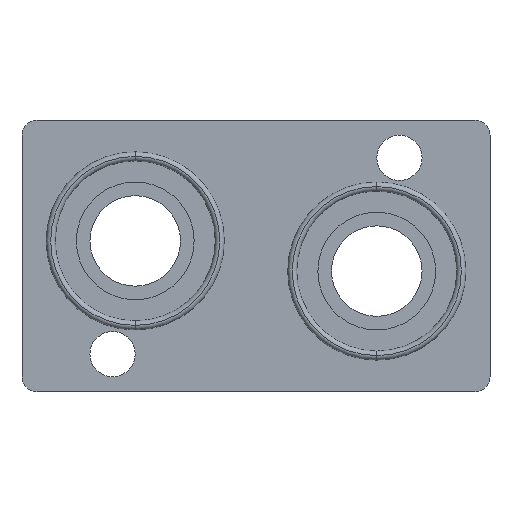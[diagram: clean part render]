
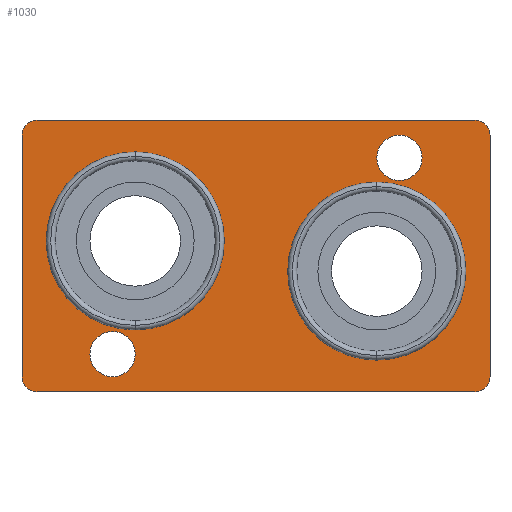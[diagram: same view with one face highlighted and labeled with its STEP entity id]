
A CAD part, front view. The second image highlights one B-rep face of the part: STEP entity #1030.
In plain terms, the highlighted planar face has unit normal (0, -1, 0).
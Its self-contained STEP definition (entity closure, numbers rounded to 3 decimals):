
#1 = VECTOR ( 'NONE', #1282, 1000. ) ;
#24 = CIRCLE ( 'NONE', #1389, 1.5 ) ;
#30 = DIRECTION ( 'NONE',  ( 0., 0., 1. ) ) ;
#53 = AXIS2_PLACEMENT_3D ( 'NONE', #957, #183, #1098 ) ;
#55 = VERTEX_POINT ( 'NONE', #1255 ) ;
#59 = ORIENTED_EDGE ( 'NONE', *, *, #529, .F. ) ;
#63 = DIRECTION ( 'NONE',  ( 0., -1., 0. ) ) ;
#65 = DIRECTION ( 'NONE',  ( 0., 0., -1. ) ) ;
#94 = DIRECTION ( 'NONE',  ( 0., 0., 1. ) ) ;
#151 = LINE ( 'NONE', #828, #1527 ) ;
#169 = CARTESIAN_POINT ( 'NONE',  ( 1., 0., -18. ) ) ;
#173 = CIRCLE ( 'NONE', #1339, 5.9 ) ;
#181 = AXIS2_PLACEMENT_3D ( 'NONE', #1698, #885, #94 ) ;
#183 = DIRECTION ( 'NONE',  ( 0., -1., 0. ) ) ;
#192 = EDGE_CURVE ( 'NONE', #692, #1309, #173, .T. ) ;
#222 = VECTOR ( 'NONE', #1417, 1000. ) ;
#233 = VERTEX_POINT ( 'NONE', #1594 ) ;
#257 = CARTESIAN_POINT ( 'NONE',  ( 7.5, 0., -8. ) ) ;
#272 = ORIENTED_EDGE ( 'NONE', *, *, #192, .F. ) ;
#319 = DIRECTION ( 'NONE',  ( 1., 0., 0. ) ) ;
#328 = CARTESIAN_POINT ( 'NONE',  ( 30., 0., -1. ) ) ;
#339 = AXIS2_PLACEMENT_3D ( 'NONE', #1634, #822, #30 ) ;
#382 = DIRECTION ( 'NONE',  ( 0., 0., -1. ) ) ;
#390 = ORIENTED_EDGE ( 'NONE', *, *, #1598, .T. ) ;
#399 = LINE ( 'NONE', #1004, #1 ) ;
#429 = VERTEX_POINT ( 'NONE', #169 ) ;
#431 = ORIENTED_EDGE ( 'NONE', *, *, #1265, .T. ) ;
#436 = CARTESIAN_POINT ( 'NONE',  ( 6., 0., -14. ) ) ;
#440 = AXIS2_PLACEMENT_3D ( 'NONE', #1581, #774, #1714 ) ;
#463 = CARTESIAN_POINT ( 'NONE',  ( 23.5, 0., -10. ) ) ;
#465 = DIRECTION ( 'NONE',  ( 0., 0., -1. ) ) ;
#467 = AXIS2_PLACEMENT_3D ( 'NONE', #1302, #1446, #643 ) ;
#473 = AXIS2_PLACEMENT_3D ( 'NONE', #850, #63, #976 ) ;
#492 = CARTESIAN_POINT ( 'NONE',  ( 23.5, 0., -10. ) ) ;
#494 = CARTESIAN_POINT ( 'NONE',  ( 1., 0., -1. ) ) ;
#514 = EDGE_CURVE ( 'NONE', #675, #1286, #776, .T. ) ;
#527 = CIRCLE ( 'NONE', #1376, 1. ) ;
#529 = EDGE_CURVE ( 'NONE', #1309, #692, #1208, .T. ) ;
#539 = EDGE_LOOP ( 'NONE', ( #698, #431 ) ) ;
#550 = EDGE_CURVE ( 'NONE', #1538, #1455, #1080, .T. ) ;
#567 = CIRCLE ( 'NONE', #181, 1.5 ) ;
#574 = VERTEX_POINT ( 'NONE', #1671 ) ;
#581 = DIRECTION ( 'NONE',  ( -1., 0., 0. ) ) ;
#592 = DIRECTION ( 'NONE',  ( 0., 0., -1. ) ) ;
#596 = VERTEX_POINT ( 'NONE', #1537 ) ;
#600 = ORIENTED_EDGE ( 'NONE', *, *, #1715, .F. ) ;
#607 = FACE_BOUND ( 'NONE', #539, .T. ) ;
#624 = DIRECTION ( 'NONE',  ( 0., 0., -1. ) ) ;
#625 = DIRECTION ( 'NONE',  ( 0., 0., -1. ) ) ;
#626 = CIRCLE ( 'NONE', #339, 1.5 ) ;
#631 = AXIS2_PLACEMENT_3D ( 'NONE', #494, #1423, #625 ) ;
#643 = DIRECTION ( 'NONE',  ( 0., 0., -1. ) ) ;
#658 = EDGE_CURVE ( 'NONE', #596, #55, #685, .T. ) ;
#664 = EDGE_CURVE ( 'NONE', #1455, #1538, #914, .T. ) ;
#667 = EDGE_CURVE ( 'NONE', #1050, #1516, #567, .T. ) ;
#675 = VERTEX_POINT ( 'NONE', #753 ) ;
#685 = LINE ( 'NONE', #747, #222 ) ;
#692 = VERTEX_POINT ( 'NONE', #1426 ) ;
#698 = ORIENTED_EDGE ( 'NONE', *, *, #667, .T. ) ;
#733 = AXIS2_PLACEMENT_3D ( 'NONE', #463, #1393, #592 ) ;
#747 = CARTESIAN_POINT ( 'NONE',  ( 31., 0., 0. ) ) ;
#753 = CARTESIAN_POINT ( 'NONE',  ( 1., 0., 0. ) ) ;
#756 = DIRECTION ( 'NONE',  ( 0., 1., 0. ) ) ;
#757 = EDGE_CURVE ( 'NONE', #855, #1565, #1144, .T. ) ;
#758 = ORIENTED_EDGE ( 'NONE', *, *, #664, .F. ) ;
#774 = DIRECTION ( 'NONE',  ( 0., 1., 0. ) ) ;
#776 = LINE ( 'NONE', #1245, #811 ) ;
#777 = CARTESIAN_POINT ( 'NONE',  ( 6., 0., -17. ) ) ;
#811 = VECTOR ( 'NONE', #319, 1000. ) ;
#815 = ORIENTED_EDGE ( 'NONE', *, *, #1345, .F. ) ;
#822 = DIRECTION ( 'NONE',  ( 0., 1., 0. ) ) ;
#828 = CARTESIAN_POINT ( 'NONE',  ( 0., 0., -18. ) ) ;
#837 = CARTESIAN_POINT ( 'NONE',  ( 7.5, 0., -2.1 ) ) ;
#844 = ORIENTED_EDGE ( 'NONE', *, *, #514, .F. ) ;
#845 = ORIENTED_EDGE ( 'NONE', *, *, #550, .F. ) ;
#849 = CIRCLE ( 'NONE', #1412, 1. ) ;
#850 = CARTESIAN_POINT ( 'NONE',  ( 7.5, 0., -8. ) ) ;
#852 = DIRECTION ( 'NONE',  ( 0., -1., 0. ) ) ;
#855 = VERTEX_POINT ( 'NONE', #1183 ) ;
#856 = EDGE_LOOP ( 'NONE', ( #758, #845 ) ) ;
#864 = EDGE_CURVE ( 'NONE', #574, #429, #893, .T. ) ;
#881 = EDGE_LOOP ( 'NONE', ( #844, #1728, #600, #940, #815, #1304, #1567, #390 ) ) ;
#885 = DIRECTION ( 'NONE',  ( 0., 1., 0. ) ) ;
#893 = CIRCLE ( 'NONE', #53, 1. ) ;
#914 = CIRCLE ( 'NONE', #1731, 5.9 ) ;
#940 = ORIENTED_EDGE ( 'NONE', *, *, #864, .T. ) ;
#948 = FACE_BOUND ( 'NONE', #1284, .T. ) ;
#951 = CARTESIAN_POINT ( 'NONE',  ( 23.5, 0., -4.1 ) ) ;
#957 = CARTESIAN_POINT ( 'NONE',  ( 1., 0., -17. ) ) ;
#976 = DIRECTION ( 'NONE',  ( 0., 0., -1. ) ) ;
#979 = EDGE_CURVE ( 'NONE', #1565, #855, #24, .T. ) ;
#1004 = CARTESIAN_POINT ( 'NONE',  ( 0., 0., 0. ) ) ;
#1005 = VERTEX_POINT ( 'NONE', #1296 ) ;
#1030 = ADVANCED_FACE ( 'NONE', ( #1635, #948, #607, #1276, #1351 ), #1307, .T. ) ;
#1050 = VERTEX_POINT ( 'NONE', #777 ) ;
#1080 = CIRCLE ( 'NONE', #733, 5.9 ) ;
#1088 = CARTESIAN_POINT ( 'NONE',  ( 30., 0., 0. ) ) ;
#1098 = DIRECTION ( 'NONE',  ( 0., 0., -1. ) ) ;
#1144 = CIRCLE ( 'NONE', #440, 1.5 ) ;
#1173 = DIRECTION ( 'NONE',  ( 0., -1., 0. ) ) ;
#1183 = CARTESIAN_POINT ( 'NONE',  ( 25., 0., -1. ) ) ;
#1208 = CIRCLE ( 'NONE', #473, 5.9 ) ;
#1235 = EDGE_LOOP ( 'NONE', ( #1645, #1428 ) ) ;
#1245 = CARTESIAN_POINT ( 'NONE',  ( 0., 0., 0. ) ) ;
#1255 = CARTESIAN_POINT ( 'NONE',  ( 31., 0., -17. ) ) ;
#1260 = DIRECTION ( 'NONE',  ( 0., -1., 0. ) ) ;
#1265 = EDGE_CURVE ( 'NONE', #1516, #1050, #626, .T. ) ;
#1276 = FACE_OUTER_BOUND ( 'NONE', #881, .T. ) ;
#1282 = DIRECTION ( 'NONE',  ( 0., 0., 1. ) ) ;
#1284 = EDGE_LOOP ( 'NONE', ( #59, #272 ) ) ;
#1286 = VERTEX_POINT ( 'NONE', #1088 ) ;
#1296 = CARTESIAN_POINT ( 'NONE',  ( 0., 0., -1. ) ) ;
#1302 = CARTESIAN_POINT ( 'NONE',  ( 0., 0., 0. ) ) ;
#1304 = ORIENTED_EDGE ( 'NONE', *, *, #1403, .T. ) ;
#1307 = PLANE ( 'NONE',  #467 ) ;
#1309 = VERTEX_POINT ( 'NONE', #837 ) ;
#1339 = AXIS2_PLACEMENT_3D ( 'NONE', #257, #1173, #382 ) ;
#1345 = EDGE_CURVE ( 'NONE', #233, #429, #151, .T. ) ;
#1351 = FACE_BOUND ( 'NONE', #1235, .T. ) ;
#1370 = CIRCLE ( 'NONE', #631, 1. ) ;
#1376 = AXIS2_PLACEMENT_3D ( 'NONE', #328, #1260, #465 ) ;
#1389 = AXIS2_PLACEMENT_3D ( 'NONE', #1568, #756, #1702 ) ;
#1393 = DIRECTION ( 'NONE',  ( 0., -1., 0. ) ) ;
#1403 = EDGE_CURVE ( 'NONE', #233, #55, #849, .T. ) ;
#1412 = AXIS2_PLACEMENT_3D ( 'NONE', #1664, #852, #65 ) ;
#1417 = DIRECTION ( 'NONE',  ( 0., 0., -1. ) ) ;
#1421 = DIRECTION ( 'NONE',  ( 0., -1., 0. ) ) ;
#1423 = DIRECTION ( 'NONE',  ( 0., -1., 0. ) ) ;
#1426 = CARTESIAN_POINT ( 'NONE',  ( 7.5, 0., -13.9 ) ) ;
#1428 = ORIENTED_EDGE ( 'NONE', *, *, #757, .T. ) ;
#1446 = DIRECTION ( 'NONE',  ( 0., -1., 0. ) ) ;
#1455 = VERTEX_POINT ( 'NONE', #951 ) ;
#1506 = CARTESIAN_POINT ( 'NONE',  ( 23.5, 0., -15.9 ) ) ;
#1516 = VERTEX_POINT ( 'NONE', #436 ) ;
#1527 = VECTOR ( 'NONE', #581, 1000. ) ;
#1537 = CARTESIAN_POINT ( 'NONE',  ( 31., 0., -1. ) ) ;
#1538 = VERTEX_POINT ( 'NONE', #1506 ) ;
#1565 = VERTEX_POINT ( 'NONE', #1653 ) ;
#1567 = ORIENTED_EDGE ( 'NONE', *, *, #658, .F. ) ;
#1568 = CARTESIAN_POINT ( 'NONE',  ( 25., 0., -2.5 ) ) ;
#1581 = CARTESIAN_POINT ( 'NONE',  ( 25., 0., -2.5 ) ) ;
#1594 = CARTESIAN_POINT ( 'NONE',  ( 30., 0., -18. ) ) ;
#1598 = EDGE_CURVE ( 'NONE', #596, #1286, #527, .T. ) ;
#1634 = CARTESIAN_POINT ( 'NONE',  ( 6., 0., -15.5 ) ) ;
#1635 = FACE_BOUND ( 'NONE', #856, .T. ) ;
#1645 = ORIENTED_EDGE ( 'NONE', *, *, #979, .T. ) ;
#1653 = CARTESIAN_POINT ( 'NONE',  ( 25., 0., -4. ) ) ;
#1664 = CARTESIAN_POINT ( 'NONE',  ( 30., 0., -17. ) ) ;
#1671 = CARTESIAN_POINT ( 'NONE',  ( 0., 0., -17. ) ) ;
#1698 = CARTESIAN_POINT ( 'NONE',  ( 6., 0., -15.5 ) ) ;
#1702 = DIRECTION ( 'NONE',  ( 0., 0., 1. ) ) ;
#1714 = DIRECTION ( 'NONE',  ( 0., 0., 1. ) ) ;
#1715 = EDGE_CURVE ( 'NONE', #574, #1005, #399, .T. ) ;
#1724 = EDGE_CURVE ( 'NONE', #675, #1005, #1370, .T. ) ;
#1728 = ORIENTED_EDGE ( 'NONE', *, *, #1724, .T. ) ;
#1731 = AXIS2_PLACEMENT_3D ( 'NONE', #492, #1421, #624 ) ;
